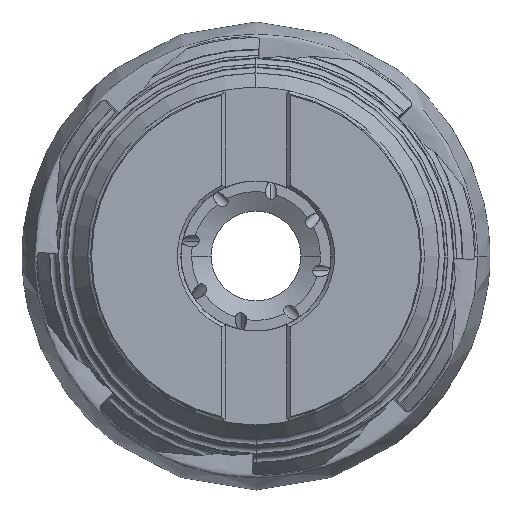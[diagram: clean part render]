
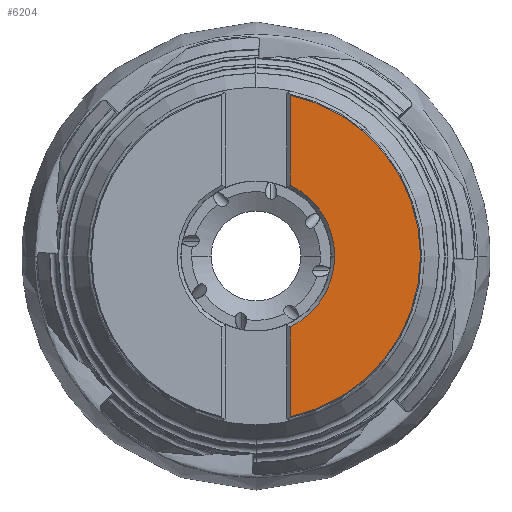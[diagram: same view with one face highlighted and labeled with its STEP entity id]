
A CAD part, left-side view. The second image highlights one B-rep face of the part: STEP entity #6204.
In plain terms, the highlighted planar face has unit normal (-1, 0, 0).
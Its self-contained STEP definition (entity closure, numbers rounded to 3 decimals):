
#408 = CARTESIAN_POINT ( 'NONE',  ( -49.15, -9.15, -45. ) ) ;
#487 = EDGE_CURVE ( 'NONE', #844, #5611, #4025, .T. ) ;
#844 = VERTEX_POINT ( 'NONE', #18160 ) ;
#897 = ORIENTED_EDGE ( 'NONE', *, *, #10853, .T. ) ;
#1323 = AXIS2_PLACEMENT_3D ( 'NONE', #10843, #1828, #3330 ) ;
#1710 = DIRECTION ( 'NONE',  ( 0., 0., -1. ) ) ;
#1803 = EDGE_CURVE ( 'NONE', #11988, #15008, #13679, .T. ) ;
#1828 = DIRECTION ( 'NONE',  ( 1., 0., 0. ) ) ;
#1829 = EDGE_CURVE ( 'NONE', #844, #11988, #3299, .T. ) ;
#2248 = VECTOR ( 'NONE', #1710, 1000. ) ;
#3084 = PLANE ( 'NONE',  #14500 ) ;
#3283 = CARTESIAN_POINT ( 'NONE',  ( -49.15, -9.15, -45. ) ) ;
#3299 = LINE ( 'NONE', #408, #14362 ) ;
#3330 = DIRECTION ( 'NONE',  ( 0., 0., 1. ) ) ;
#3482 = AXIS2_PLACEMENT_3D ( 'NONE', #13972, #7917, #6465 ) ;
#4025 = CIRCLE ( 'NONE', #1323, 43.922 ) ;
#4081 = EDGE_CURVE ( 'NONE', #15008, #4265, #8191, .T. ) ;
#4265 = VERTEX_POINT ( 'NONE', #5315 ) ;
#4637 = DIRECTION ( 'NONE',  ( 1., 0., 0. ) ) ;
#5315 = CARTESIAN_POINT ( 'NONE',  ( -49.15, -9.15, -18.93 ) ) ;
#5585 = CARTESIAN_POINT ( 'NONE',  ( -49.15, -9.15, 18.93 ) ) ;
#5611 = VERTEX_POINT ( 'NONE', #10473 ) ;
#5766 = FACE_OUTER_BOUND ( 'NONE', #16585, .T. ) ;
#6204 = ADVANCED_FACE ( 'NONE', ( #5766 ), #3084, .T. ) ;
#6286 = DIRECTION ( 'NONE',  ( 0., 0., -1. ) ) ;
#6294 = LINE ( 'NONE', #3283, #2248 ) ;
#6465 = DIRECTION ( 'NONE',  ( 0., 0., 1. ) ) ;
#7812 = ORIENTED_EDGE ( 'NONE', *, *, #487, .F. ) ;
#7917 = DIRECTION ( 'NONE',  ( 1., 0., 0. ) ) ;
#8191 = CIRCLE ( 'NONE', #13356, 21.025 ) ;
#9109 = ORIENTED_EDGE ( 'NONE', *, *, #1829, .T. ) ;
#9181 = DIRECTION ( 'NONE',  ( 0., 0., 1. ) ) ;
#10473 = CARTESIAN_POINT ( 'NONE',  ( -49.15, -9.15, -42.959 ) ) ;
#10843 = CARTESIAN_POINT ( 'NONE',  ( -49.15, 0., 0. ) ) ;
#10853 = EDGE_CURVE ( 'NONE', #4265, #5611, #6294, .T. ) ;
#11502 = ORIENTED_EDGE ( 'NONE', *, *, #4081, .T. ) ;
#11988 = VERTEX_POINT ( 'NONE', #5585 ) ;
#12137 = CARTESIAN_POINT ( 'NONE',  ( -49.15, 0., 0. ) ) ;
#13356 = AXIS2_PLACEMENT_3D ( 'NONE', #12137, #4637, #9181 ) ;
#13679 = CIRCLE ( 'NONE', #3482, 21.025 ) ;
#13972 = CARTESIAN_POINT ( 'NONE',  ( -49.15, 0., 0. ) ) ;
#13997 = CARTESIAN_POINT ( 'NONE',  ( -49.15, -21.025, 0. ) ) ;
#14362 = VECTOR ( 'NONE', #6286, 1000. ) ;
#14500 = AXIS2_PLACEMENT_3D ( 'NONE', #19347, #16562, #18086 ) ;
#15008 = VERTEX_POINT ( 'NONE', #13997 ) ;
#15590 = ORIENTED_EDGE ( 'NONE', *, *, #1803, .T. ) ;
#16562 = DIRECTION ( 'NONE',  ( -1., 0., 0. ) ) ;
#16585 = EDGE_LOOP ( 'NONE', ( #9109, #15590, #11502, #897, #7812 ) ) ;
#18086 = DIRECTION ( 'NONE',  ( 0., 0., 1. ) ) ;
#18160 = CARTESIAN_POINT ( 'NONE',  ( -49.15, -9.15, 42.959 ) ) ;
#19347 = CARTESIAN_POINT ( 'NONE',  ( -49.15, 0., 0. ) ) ;
